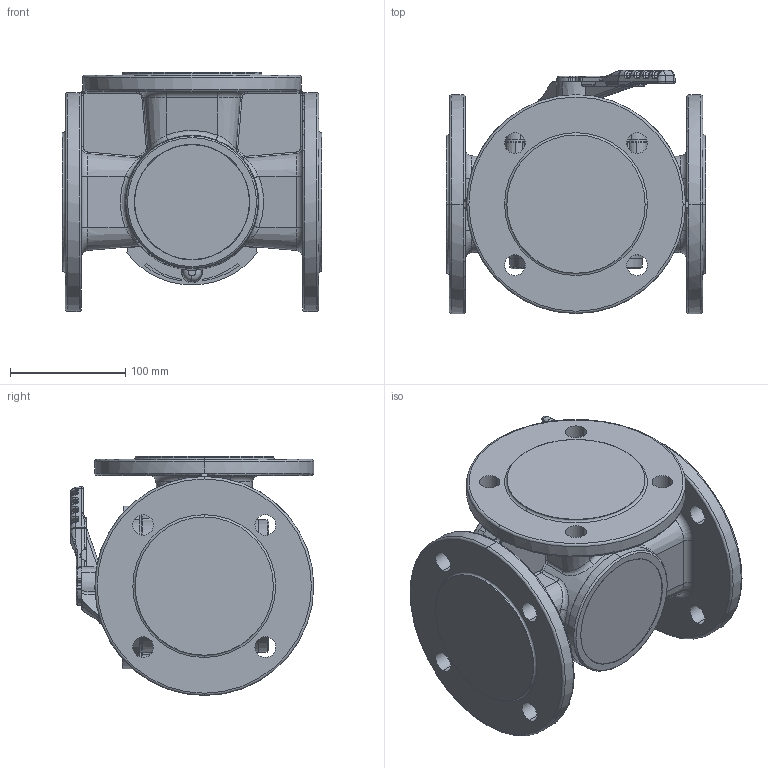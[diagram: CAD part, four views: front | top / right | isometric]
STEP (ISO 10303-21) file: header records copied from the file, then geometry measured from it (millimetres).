
FILE_DESCRIPTION(('CATIA V5 STEP Exchange','CAx-IF Rec.Pracs.--- Model Styling and Organization---1.4--- 2014-01-23','CAx-IF Rec.Pracs.---3D Tessellated Data Validation Properties---0.5---2014-09-14'),'2;1');
FILE_NAME('STEP_612080_-_TST.stp','2021-04-21T14:26:54+00:00',('none'),('none'),'CATIA Version 5-6 Release 2019 SP3','CATIA V5 STEP AP242 v1','none');
FILE_SCHEMA(('AP242_MANAGED_MODEL_BASED_3D_ENGINEERING_MIM_LF {1 0 10303 442 1 1 4}'));
Products named in the file (1): 612080 - TST
Bounding box: 225 x 211.3 x 207.5 mm (x, y, z)
Volume: 3491118 mm3; surface area: 313679.9 mm2
Topology: 2 solids, 8 shells, 2187 faces, 5741 edges, 3664 vertices
Faces by surface type: plane 933, bspline 540, cylinder 436, torus 131, cone 131, sphere 16
Entity records: 91353 total; most frequent: CARTESIAN_POINT 45955, ORIENTED_EDGE 11376, DIRECTION 6012, EDGE_CURVE 5688, VERTEX_POINT 3664, VECTOR 2638, LINE 2638, EDGE_LOOP 2390
